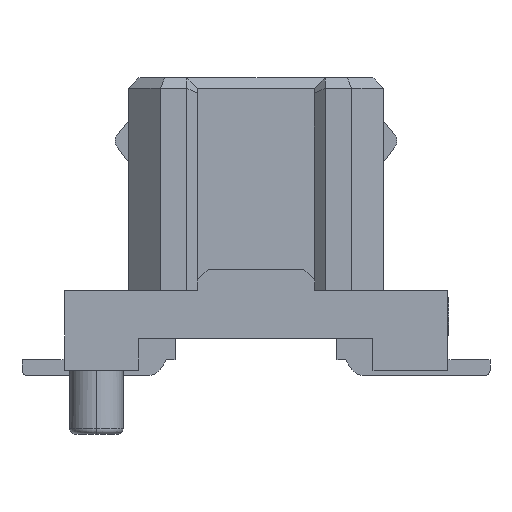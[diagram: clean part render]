
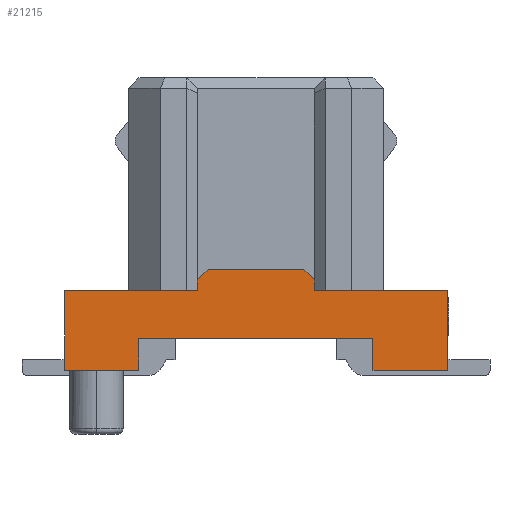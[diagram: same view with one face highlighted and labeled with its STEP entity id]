
A CAD part, left-side view. The second image highlights one B-rep face of the part: STEP entity #21215.
In plain terms, the highlighted planar face has unit normal (-1, 0, 0).
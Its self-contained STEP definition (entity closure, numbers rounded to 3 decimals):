
#188 = CARTESIAN_POINT ( 'NONE',  ( -3.55, 1.8, 0.75 ) ) ;
#471 = ORIENTED_EDGE ( 'NONE', *, *, #11692, .T. ) ;
#851 = VECTOR ( 'NONE', #38022, 1000. ) ;
#1105 = VERTEX_POINT ( 'NONE', #48977 ) ;
#1650 = CARTESIAN_POINT ( 'NONE',  ( -3.55, 1.8, 0.75 ) ) ;
#2343 = ORIENTED_EDGE ( 'NONE', *, *, #26578, .F. ) ;
#2680 = LINE ( 'NONE', #29570, #18907 ) ;
#3081 = CARTESIAN_POINT ( 'NONE',  ( -3.55, 1.1, 0. ) ) ;
#3742 = EDGE_CURVE ( 'NONE', #30121, #10688, #21556, .T. ) ;
#4307 = EDGE_LOOP ( 'NONE', ( #2343, #19974, #18516, #36785, #8949, #38183, #39654, #45420, #10963, #471, #34640, #10308, #29551, #30584, #10933 ) ) ;
#4633 = LINE ( 'NONE', #39299, #33477 ) ;
#5182 = VECTOR ( 'NONE', #46888, 1000. ) ;
#5252 = DIRECTION ( 'NONE',  ( 0., 0.707, 0.707 ) ) ;
#5437 = DIRECTION ( 'NONE',  ( 0., 0., -1. ) ) ;
#6526 = CARTESIAN_POINT ( 'NONE',  ( -3.55, 1.8, 0.75 ) ) ;
#7500 = VECTOR ( 'NONE', #31927, 1000. ) ;
#8227 = VERTEX_POINT ( 'NONE', #48732 ) ;
#8352 = CARTESIAN_POINT ( 'NONE',  ( -3.55, 0.45, 0.95 ) ) ;
#8441 = EDGE_CURVE ( 'NONE', #37016, #10548, #13690, .T. ) ;
#8949 = ORIENTED_EDGE ( 'NONE', *, *, #30213, .T. ) ;
#9383 = CARTESIAN_POINT ( 'NONE',  ( -3.55, 1.5, 0. ) ) ;
#9505 = VERTEX_POINT ( 'NONE', #10566 ) ;
#10308 = ORIENTED_EDGE ( 'NONE', *, *, #48335, .T. ) ;
#10548 = VERTEX_POINT ( 'NONE', #25133 ) ;
#10566 = CARTESIAN_POINT ( 'NONE',  ( -3.55, -1.8, 0.75 ) ) ;
#10688 = VERTEX_POINT ( 'NONE', #42402 ) ;
#10933 = ORIENTED_EDGE ( 'NONE', *, *, #14820, .F. ) ;
#10963 = ORIENTED_EDGE ( 'NONE', *, *, #21941, .T. ) ;
#10965 = EDGE_CURVE ( 'NONE', #31730, #46571, #11740, .T. ) ;
#11692 = EDGE_CURVE ( 'NONE', #28200, #37016, #4633, .T. ) ;
#11740 = LINE ( 'NONE', #46599, #18143 ) ;
#12497 = VERTEX_POINT ( 'NONE', #44123 ) ;
#12624 = EDGE_CURVE ( 'NONE', #12497, #8227, #22681, .T. ) ;
#13690 = LINE ( 'NONE', #37032, #30789 ) ;
#13743 = CARTESIAN_POINT ( 'NONE',  ( -3.55, 1.8, 0.75 ) ) ;
#14364 = VERTEX_POINT ( 'NONE', #16215 ) ;
#14820 = EDGE_CURVE ( 'NONE', #29503, #9505, #26381, .T. ) ;
#15040 = CARTESIAN_POINT ( 'NONE',  ( -3.55, -1.1, 0.75 ) ) ;
#15067 = LINE ( 'NONE', #34664, #30752 ) ;
#16215 = CARTESIAN_POINT ( 'NONE',  ( -3.55, -1.1, 0. ) ) ;
#16791 = VERTEX_POINT ( 'NONE', #9383 ) ;
#18143 = VECTOR ( 'NONE', #42112, 1000. ) ;
#18420 = VECTOR ( 'NONE', #20552, 1000. ) ;
#18497 = DIRECTION ( 'NONE',  ( 0., -1., 0. ) ) ;
#18516 = ORIENTED_EDGE ( 'NONE', *, *, #28409, .F. ) ;
#18907 = VECTOR ( 'NONE', #18497, 1000. ) ;
#19507 = CARTESIAN_POINT ( 'NONE',  ( -3.55, 0.55, 0.95 ) ) ;
#19924 = EDGE_CURVE ( 'NONE', #14364, #1105, #2680, .T. ) ;
#19974 = ORIENTED_EDGE ( 'NONE', *, *, #3742, .T. ) ;
#20370 = LINE ( 'NONE', #35730, #7500 ) ;
#20552 = DIRECTION ( 'NONE',  ( 0., 0., -1. ) ) ;
#20793 = CARTESIAN_POINT ( 'NONE',  ( -3.55, -0.45, 0.95 ) ) ;
#21215 = ADVANCED_FACE ( 'NONE', ( #23085 ), #22840, .F. ) ;
#21556 = LINE ( 'NONE', #20793, #36091 ) ;
#21941 = EDGE_CURVE ( 'NONE', #16791, #28200, #15067, .T. ) ;
#22681 = LINE ( 'NONE', #13743, #851 ) ;
#22840 = PLANE ( 'NONE',  #29841 ) ;
#23026 = CARTESIAN_POINT ( 'NONE',  ( -3.55, -0.55, 0.85 ) ) ;
#23085 = FACE_OUTER_BOUND ( 'NONE', #4307, .T. ) ;
#23504 = CARTESIAN_POINT ( 'NONE',  ( -3.55, 1.8, 0. ) ) ;
#24089 = CARTESIAN_POINT ( 'NONE',  ( -3.55, -0.55, 0.95 ) ) ;
#25012 = DIRECTION ( 'NONE',  ( 0., -1., 0. ) ) ;
#25133 = CARTESIAN_POINT ( 'NONE',  ( -3.55, -1.1, 0.3 ) ) ;
#26381 = LINE ( 'NONE', #6526, #33971 ) ;
#26578 = EDGE_CURVE ( 'NONE', #30121, #29503, #46944, .T. ) ;
#26818 = CARTESIAN_POINT ( 'NONE',  ( -3.55, 1.1, 0.3 ) ) ;
#26902 = DIRECTION ( 'NONE',  ( 0., 1., 0. ) ) ;
#28200 = VERTEX_POINT ( 'NONE', #3081 ) ;
#28409 = EDGE_CURVE ( 'NONE', #31730, #10688, #20370, .T. ) ;
#28442 = LINE ( 'NONE', #35738, #47017 ) ;
#29503 = VERTEX_POINT ( 'NONE', #40563 ) ;
#29551 = ORIENTED_EDGE ( 'NONE', *, *, #19924, .T. ) ;
#29570 = CARTESIAN_POINT ( 'NONE',  ( -3.55, 1.8, 0. ) ) ;
#29841 = AXIS2_PLACEMENT_3D ( 'NONE', #188, #34922, #26902 ) ;
#30121 = VERTEX_POINT ( 'NONE', #23026 ) ;
#30213 = EDGE_CURVE ( 'NONE', #46571, #8227, #35341, .T. ) ;
#30584 = ORIENTED_EDGE ( 'NONE', *, *, #42644, .F. ) ;
#30752 = VECTOR ( 'NONE', #37913, 1000. ) ;
#30789 = VECTOR ( 'NONE', #25012, 1000. ) ;
#31003 = EDGE_CURVE ( 'NONE', #36371, #16791, #28442, .T. ) ;
#31582 = DIRECTION ( 'NONE',  ( 0., 0., -1. ) ) ;
#31730 = VERTEX_POINT ( 'NONE', #8352 ) ;
#31927 = DIRECTION ( 'NONE',  ( 0., -1., 0. ) ) ;
#31955 = CARTESIAN_POINT ( 'NONE',  ( -3.55, 0.55, 0.85 ) ) ;
#33477 = VECTOR ( 'NONE', #35558, 1000. ) ;
#33886 = DIRECTION ( 'NONE',  ( 0., 0., -1. ) ) ;
#33971 = VECTOR ( 'NONE', #41182, 1000. ) ;
#34640 = ORIENTED_EDGE ( 'NONE', *, *, #8441, .T. ) ;
#34664 = CARTESIAN_POINT ( 'NONE',  ( -3.55, 1.8, 0. ) ) ;
#34922 = DIRECTION ( 'NONE',  ( 1., 0., 0. ) ) ;
#35341 = LINE ( 'NONE', #19507, #5182 ) ;
#35558 = DIRECTION ( 'NONE',  ( 0., 0., 1. ) ) ;
#35730 = CARTESIAN_POINT ( 'NONE',  ( -3.55, -0.55, 0.95 ) ) ;
#35738 = CARTESIAN_POINT ( 'NONE',  ( -3.55, 1.8, 0. ) ) ;
#35970 = DIRECTION ( 'NONE',  ( 0., -1., 0. ) ) ;
#36090 = LINE ( 'NONE', #47371, #48682 ) ;
#36091 = VECTOR ( 'NONE', #5252, 1000. ) ;
#36371 = VERTEX_POINT ( 'NONE', #23504 ) ;
#36785 = ORIENTED_EDGE ( 'NONE', *, *, #10965, .T. ) ;
#37016 = VERTEX_POINT ( 'NONE', #26818 ) ;
#37032 = CARTESIAN_POINT ( 'NONE',  ( -3.55, 1.8, 0.3 ) ) ;
#37913 = DIRECTION ( 'NONE',  ( 0., -1., 0. ) ) ;
#38022 = DIRECTION ( 'NONE',  ( 0., -1., 0. ) ) ;
#38183 = ORIENTED_EDGE ( 'NONE', *, *, #12624, .F. ) ;
#39299 = CARTESIAN_POINT ( 'NONE',  ( -3.55, 1.1, 0.75 ) ) ;
#39654 = ORIENTED_EDGE ( 'NONE', *, *, #44365, .T. ) ;
#40563 = CARTESIAN_POINT ( 'NONE',  ( -3.55, -0.55, 0.75 ) ) ;
#40595 = LINE ( 'NONE', #1650, #48106 ) ;
#41182 = DIRECTION ( 'NONE',  ( 0., -1., 0. ) ) ;
#42112 = DIRECTION ( 'NONE',  ( 0., 0.707, -0.707 ) ) ;
#42402 = CARTESIAN_POINT ( 'NONE',  ( -3.55, -0.45, 0.95 ) ) ;
#42644 = EDGE_CURVE ( 'NONE', #9505, #1105, #36090, .T. ) ;
#44123 = CARTESIAN_POINT ( 'NONE',  ( -3.55, 1.8, 0.75 ) ) ;
#44365 = EDGE_CURVE ( 'NONE', #12497, #36371, #40595, .T. ) ;
#45169 = VECTOR ( 'NONE', #33886, 1000. ) ;
#45420 = ORIENTED_EDGE ( 'NONE', *, *, #31003, .T. ) ;
#46571 = VERTEX_POINT ( 'NONE', #31955 ) ;
#46599 = CARTESIAN_POINT ( 'NONE',  ( -3.55, 0.45, 0.95 ) ) ;
#46888 = DIRECTION ( 'NONE',  ( 0., 0., -1. ) ) ;
#46944 = LINE ( 'NONE', #24089, #18420 ) ;
#47017 = VECTOR ( 'NONE', #35970, 1000. ) ;
#47371 = CARTESIAN_POINT ( 'NONE',  ( -3.55, -1.8, 0.75 ) ) ;
#48106 = VECTOR ( 'NONE', #5437, 1000. ) ;
#48335 = EDGE_CURVE ( 'NONE', #10548, #14364, #49714, .T. ) ;
#48682 = VECTOR ( 'NONE', #31582, 1000. ) ;
#48732 = CARTESIAN_POINT ( 'NONE',  ( -3.55, 0.55, 0.75 ) ) ;
#48977 = CARTESIAN_POINT ( 'NONE',  ( -3.55, -1.8, 0. ) ) ;
#49714 = LINE ( 'NONE', #15040, #45169 ) ;
